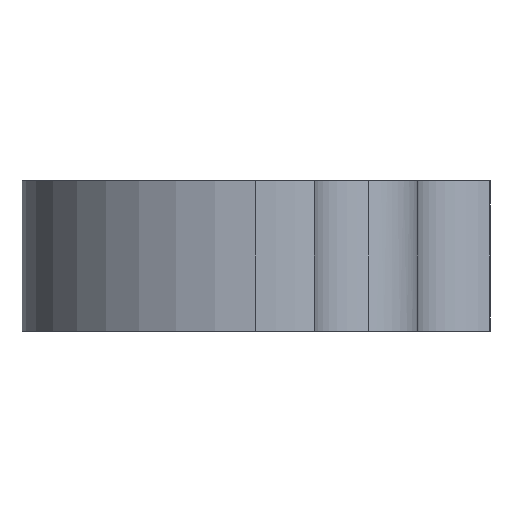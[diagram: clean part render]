
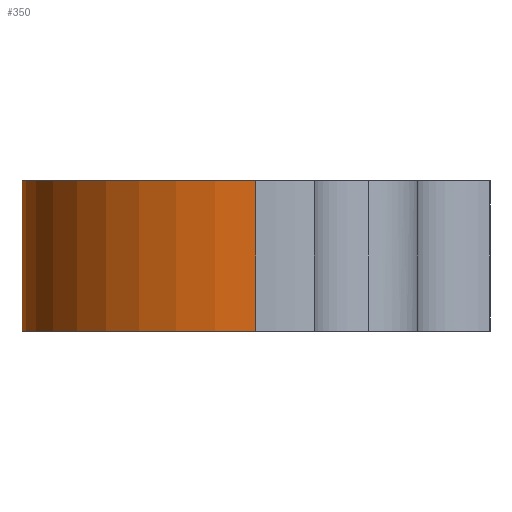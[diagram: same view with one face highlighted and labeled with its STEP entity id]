
A CAD part, left-side view. The second image highlights one B-rep face of the part: STEP entity #350.
In plain terms, the highlighted cylindrical face has radius 12.454 mm (diameter 24.909 mm), a partial arc.
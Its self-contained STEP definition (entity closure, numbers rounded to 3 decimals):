
#25 = ORIENTED_EDGE ( 'NONE', *, *, #47, .F. ) ;
#47 = EDGE_CURVE ( 'NONE', #271, #359, #613, .T. ) ;
#68 = VERTEX_POINT ( 'NONE', #625 ) ;
#72 = VECTOR ( 'NONE', #447, 1000. ) ;
#133 = FACE_OUTER_BOUND ( 'NONE', #403, .T. ) ;
#141 = CYLINDRICAL_SURFACE ( 'NONE', #782, 12.454 ) ;
#152 = CIRCLE ( 'NONE', #167, 12.454 ) ;
#155 = EDGE_CURVE ( 'NONE', #712, #271, #152, .T. ) ;
#156 = CARTESIAN_POINT ( 'NONE',  ( -0.034, 12.3, 8. ) ) ;
#167 = AXIS2_PLACEMENT_3D ( 'NONE', #385, #376, #1009 ) ;
#175 = ORIENTED_EDGE ( 'NONE', *, *, #870, .T. ) ;
#209 = CARTESIAN_POINT ( 'NONE',  ( 12.42, 24.754, 8. ) ) ;
#271 = VERTEX_POINT ( 'NONE', #797 ) ;
#350 = ADVANCED_FACE ( 'NONE', ( #133 ), #141, .T. ) ;
#359 = VERTEX_POINT ( 'NONE', #579 ) ;
#376 = DIRECTION ( 'NONE',  ( 0., 0., 1. ) ) ;
#385 = CARTESIAN_POINT ( 'NONE',  ( 12.42, 12.3, 8. ) ) ;
#399 = VECTOR ( 'NONE', #876, 1000. ) ;
#403 = EDGE_LOOP ( 'NONE', ( #25, #555, #581, #175 ) ) ;
#410 = DIRECTION ( 'NONE',  ( -1., 0., 0. ) ) ;
#447 = DIRECTION ( 'NONE',  ( 0., 0., -1. ) ) ;
#474 = EDGE_CURVE ( 'NONE', #712, #68, #644, .T. ) ;
#555 = ORIENTED_EDGE ( 'NONE', *, *, #155, .F. ) ;
#579 = CARTESIAN_POINT ( 'NONE',  ( -0.034, 12.3, 0. ) ) ;
#581 = ORIENTED_EDGE ( 'NONE', *, *, #474, .T. ) ;
#601 = AXIS2_PLACEMENT_3D ( 'NONE', #842, #757, #831 ) ;
#613 = LINE ( 'NONE', #156, #399 ) ;
#625 = CARTESIAN_POINT ( 'NONE',  ( 12.42, 24.754, 0. ) ) ;
#640 = CARTESIAN_POINT ( 'NONE',  ( 12.42, 24.754, 8. ) ) ;
#644 = LINE ( 'NONE', #209, #72 ) ;
#658 = CARTESIAN_POINT ( 'NONE',  ( 12.42, 12.3, 8. ) ) ;
#712 = VERTEX_POINT ( 'NONE', #640 ) ;
#757 = DIRECTION ( 'NONE',  ( 0., 0., 1. ) ) ;
#782 = AXIS2_PLACEMENT_3D ( 'NONE', #658, #821, #410 ) ;
#797 = CARTESIAN_POINT ( 'NONE',  ( -0.034, 12.3, 8. ) ) ;
#821 = DIRECTION ( 'NONE',  ( 0., 0., -1. ) ) ;
#831 = DIRECTION ( 'NONE',  ( 1., 0., 0. ) ) ;
#842 = CARTESIAN_POINT ( 'NONE',  ( 12.42, 12.3, 0. ) ) ;
#870 = EDGE_CURVE ( 'NONE', #68, #359, #884, .T. ) ;
#876 = DIRECTION ( 'NONE',  ( 0., 0., -1. ) ) ;
#884 = CIRCLE ( 'NONE', #601, 12.454 ) ;
#1009 = DIRECTION ( 'NONE',  ( 1., 0., 0. ) ) ;
